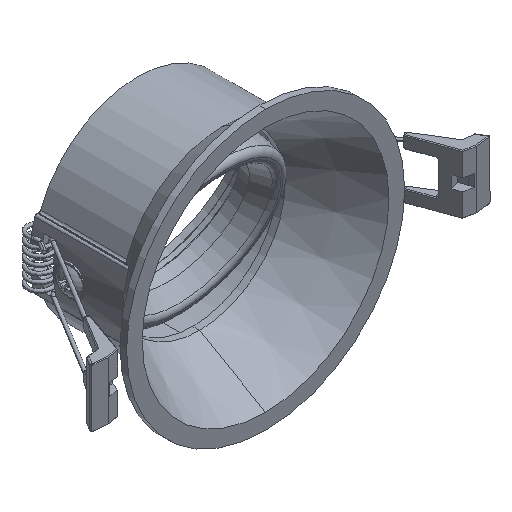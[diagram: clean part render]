
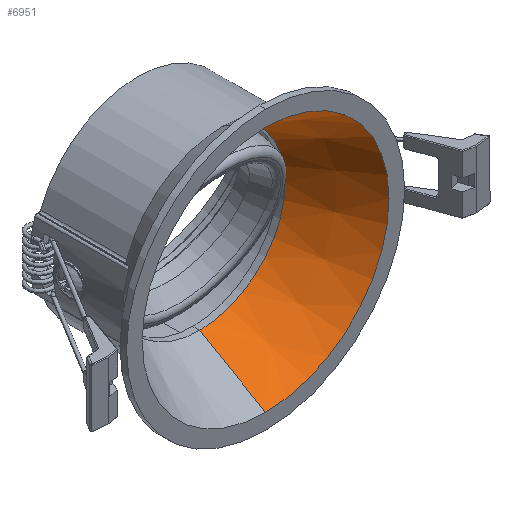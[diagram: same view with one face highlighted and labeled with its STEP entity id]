
A CAD part, isometric view. The second image highlights one B-rep face of the part: STEP entity #6951.
In plain terms, the highlighted conical face has half-angle 29.914 degrees and reference radius 41 mm.
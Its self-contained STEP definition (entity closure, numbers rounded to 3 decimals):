
#280 = AXIS2_PLACEMENT_3D ( 'NONE', #12597, #4320, #9609 ) ;
#421 = VERTEX_POINT ( 'NONE', #5910 ) ;
#480 = FACE_OUTER_BOUND ( 'NONE', #11339, .T. ) ;
#823 = VERTEX_POINT ( 'NONE', #6587 ) ;
#1770 = CARTESIAN_POINT ( 'NONE',  ( 0., 0., -41. ) ) ;
#2013 = CARTESIAN_POINT ( 'NONE',  ( 0., 0., 41. ) ) ;
#2316 = EDGE_CURVE ( 'NONE', #421, #2530, #3320, .T. ) ;
#2530 = VERTEX_POINT ( 'NONE', #2013 ) ;
#2570 = EDGE_CURVE ( 'NONE', #823, #2780, #13330, .T. ) ;
#2665 = DIRECTION ( 'NONE',  ( 0., -0.867, 0.499 ) ) ;
#2780 = VERTEX_POINT ( 'NONE', #5625 ) ;
#2897 = DIRECTION ( 'NONE',  ( 0., -0.867, -0.499 ) ) ;
#3198 = DIRECTION ( 'NONE',  ( 0., -1., 0. ) ) ;
#3248 = DIRECTION ( 'NONE',  ( 0., 0., -1. ) ) ;
#3320 = CIRCLE ( 'NONE', #9547, 41. ) ;
#3334 = LINE ( 'NONE', #1770, #5440 ) ;
#3337 = DIRECTION ( 'NONE',  ( 0., -1., 0. ) ) ;
#4320 = DIRECTION ( 'NONE',  ( 0., -1., 0. ) ) ;
#5440 = VECTOR ( 'NONE', #2897, 1000. ) ;
#5535 = ORIENTED_EDGE ( 'NONE', *, *, #10118, .T. ) ;
#5625 = CARTESIAN_POINT ( 'NONE',  ( 0., 21.9, 28.4 ) ) ;
#5910 = CARTESIAN_POINT ( 'NONE',  ( 0., 0., -41. ) ) ;
#6214 = CARTESIAN_POINT ( 'NONE',  ( 0., 0., 0. ) ) ;
#6234 = LINE ( 'NONE', #9031, #10761 ) ;
#6587 = CARTESIAN_POINT ( 'NONE',  ( 0., 21.9, -28.4 ) ) ;
#6951 = ADVANCED_FACE ( 'NONE', ( #480 ), #11467, .F. ) ;
#8867 = ORIENTED_EDGE ( 'NONE', *, *, #10030, .F. ) ;
#9031 = CARTESIAN_POINT ( 'NONE',  ( 0., 0., 41. ) ) ;
#9399 = CARTESIAN_POINT ( 'NONE',  ( 0., 0., 0. ) ) ;
#9534 = AXIS2_PLACEMENT_3D ( 'NONE', #9399, #3337, #3248 ) ;
#9547 = AXIS2_PLACEMENT_3D ( 'NONE', #6214, #3198, #12495 ) ;
#9609 = DIRECTION ( 'NONE',  ( 0., 0., -1. ) ) ;
#10030 = EDGE_CURVE ( 'NONE', #2780, #2530, #6234, .T. ) ;
#10118 = EDGE_CURVE ( 'NONE', #823, #421, #3334, .T. ) ;
#10761 = VECTOR ( 'NONE', #2665, 1000. ) ;
#10944 = ORIENTED_EDGE ( 'NONE', *, *, #2316, .T. ) ;
#11339 = EDGE_LOOP ( 'NONE', ( #8867, #13117, #5535, #10944 ) ) ;
#11467 = CONICAL_SURFACE ( 'NONE', #9534, 41., 0.522 ) ;
#12495 = DIRECTION ( 'NONE',  ( 0., 0., -1. ) ) ;
#12597 = CARTESIAN_POINT ( 'NONE',  ( 0., 21.9, 0. ) ) ;
#13117 = ORIENTED_EDGE ( 'NONE', *, *, #2570, .F. ) ;
#13330 = CIRCLE ( 'NONE', #280, 28.4 ) ;
